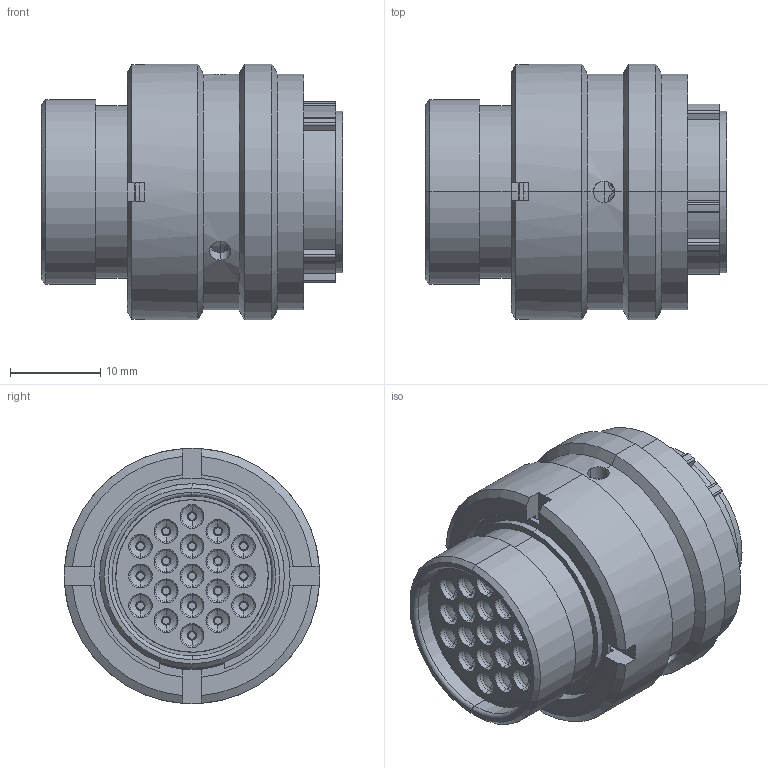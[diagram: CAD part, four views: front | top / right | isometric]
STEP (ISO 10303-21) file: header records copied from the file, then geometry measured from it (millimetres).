
FILE_DESCRIPTION (( 'STEP AP214' ), '1' );
FILE_NAME ('AS614-19PD.STEP', '2019-02-14T14:37:00', ( '' ), ( '' ), 'SwSTEP 2.0', 'SolidWorks 2016', '' );
FILE_SCHEMA (( 'AUTOMOTIVE_DESIGN' ));
Length unit declared in the file: millimetre
Products named in the file (1): AS614-19PD
Bounding box: 33.37 x 28.3 x 28.3 mm (x, y, z)
Volume: 10212.9 mm3; surface area: 13845.8 mm2
Topology: 28 solids, 28 shells, 1965 faces, 4449 edges, 2685 vertices
Faces by surface type: cylinder 628, torus 576, plane 466, cone 278, bspline 9, sphere 8
Entity records: 82952 total; most frequent: CARTESIAN_POINT 16888, DIRECTION 9918, ORIENTED_EDGE 8858, EDGE_CURVE 4429, AXIS2_PLACEMENT_3D 4407, VERTEX_POINT 2673, CIRCLE 2454, EDGE_LOOP 2238
